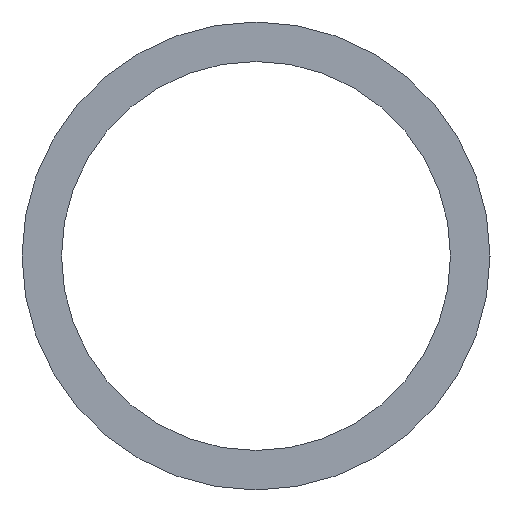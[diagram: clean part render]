
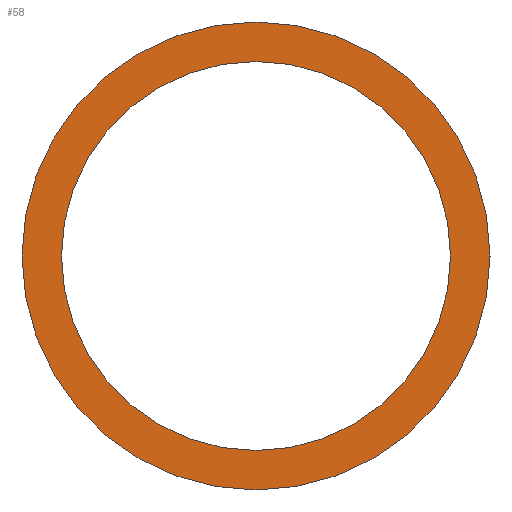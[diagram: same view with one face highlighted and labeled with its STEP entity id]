
A CAD part, left-side view. The second image highlights one B-rep face of the part: STEP entity #58.
In plain terms, the highlighted planar face has unit normal (-1, 0, 0).
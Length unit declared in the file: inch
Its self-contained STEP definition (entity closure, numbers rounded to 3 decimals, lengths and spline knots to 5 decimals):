
#16=PLANE('',#86);
#20=FACE_BOUND('',#32,.T.);
#24=FACE_OUTER_BOUND('',#31,.T.);
#31=EDGE_LOOP('',(#51));
#32=EDGE_LOOP('',(#52));
#34=CIRCLE('',#81,0.83);
#36=CIRCLE('',#84,0.69);
#38=VERTEX_POINT('',#109);
#40=VERTEX_POINT('',#114);
#42=EDGE_CURVE('',#38,#38,#34,.T.);
#44=EDGE_CURVE('',#40,#40,#36,.T.);
#51=ORIENTED_EDGE('',*,*,#42,.F.);
#52=ORIENTED_EDGE('',*,*,#44,.T.);
#58=ADVANCED_FACE('',(#24,#20),#16,.F.);
#81=AXIS2_PLACEMENT_3D('',#110,#93,#94);
#84=AXIS2_PLACEMENT_3D('',#115,#99,#100);
#86=AXIS2_PLACEMENT_3D('',#117,#103,#104);
#93=DIRECTION('center_axis',(1.,0.,0.));
#94=DIRECTION('ref_axis',(0.,1.,0.));
#99=DIRECTION('center_axis',(1.,0.,0.));
#100=DIRECTION('ref_axis',(0.,1.,0.));
#103=DIRECTION('center_axis',(1.,0.,0.));
#104=DIRECTION('ref_axis',(0.,1.,0.));
#109=CARTESIAN_POINT('',(-6.5,-7.67,84.));
#110=CARTESIAN_POINT('Origin',(-6.5,-7.67,83.17));
#114=CARTESIAN_POINT('',(-6.5,-7.67,83.86));
#115=CARTESIAN_POINT('Origin',(-6.5,-7.67,83.17));
#117=CARTESIAN_POINT('Origin',(-6.5,10.5,83.));
